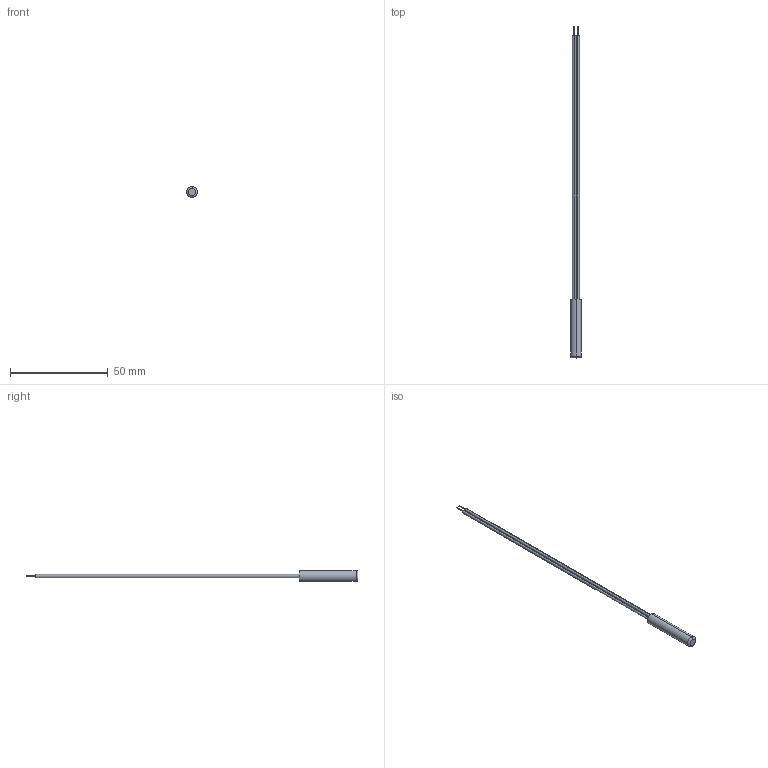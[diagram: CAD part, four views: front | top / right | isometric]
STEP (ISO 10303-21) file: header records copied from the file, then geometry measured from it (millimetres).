
FILE_DESCRIPTION (( 'STEP AP214' ), '1' );
FILE_NAME ('P930.STEP', '2025-01-23T07:51:14', ( '' ), ( '' ), 'SwSTEP 2.0', 'SolidWorks 2019', '' );
FILE_SCHEMA (( 'AUTOMOTIVE_DESIGN' ));
Length unit declared in the file: millimetre
Products named in the file (1): P930
Bounding box: 5.6 x 170 x 5.6 mm (x, y, z)
Surface area: 1996.2 mm2 (no closed solid volume)
Topology: 0 solids, 4 shells, 19 faces, 38 edges, 26 vertices
Faces by surface type: cylinder 10, plane 7, torus 2
Entity records: 739 total; most frequent: DIRECTION 106, CARTESIAN_POINT 84, ORIENTED_EDGE 68, AXIS2_PLACEMENT_3D 48, EDGE_CURVE 38, CIRCLE 28, VERTEX_POINT 26, EDGE_LOOP 22
